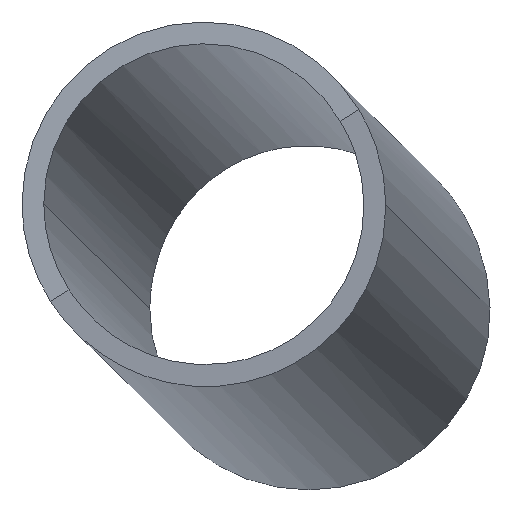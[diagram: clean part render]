
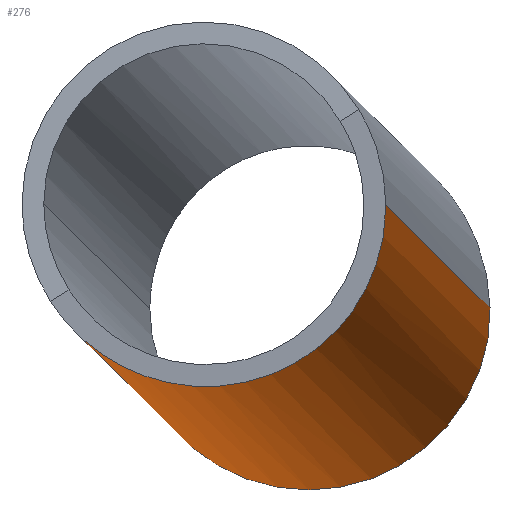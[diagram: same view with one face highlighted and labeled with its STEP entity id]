
A CAD part, left-side view. The second image highlights one B-rep face of the part: STEP entity #276.
In plain terms, the highlighted cylindrical face has radius 12.5 mm (diameter 25 mm), a partial arc.
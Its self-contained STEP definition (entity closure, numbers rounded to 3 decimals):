
#84=CARTESIAN_POINT('Vertex',(-355.341,225.664,159.603)) ;
#87=CARTESIAN_POINT('Axis2P3D Location',(-354.578,237.954,161.754)) ;
#91=CARTESIAN_POINT('Vertex',(-353.918,250.437,161.754)) ;
#141=CARTESIAN_POINT('Vertex',(-356.129,225.519,161.801)) ;
#145=CARTESIAN_POINT('Control Point',(-356.129,225.519,161.801)) ;
#146=CARTESIAN_POINT('Control Point',(-355.975,225.511,161.358)) ;
#147=CARTESIAN_POINT('Control Point',(-355.82,225.521,160.916)) ;
#148=CARTESIAN_POINT('Control Point',(-355.662,225.55,160.476)) ;
#149=CARTESIAN_POINT('Control Point',(-355.502,225.598,160.037)) ;
#150=CARTESIAN_POINT('Control Point',(-355.341,225.664,159.603)) ;
#202=CARTESIAN_POINT('Line Origine',(-424.273,229.121,165.377)) ;
#206=CARTESIAN_POINT('Vertex',(-491.763,232.689,168.919)) ;
#209=CARTESIAN_POINT('Line Origine',(-422.953,254.086,165.377)) ;
#213=CARTESIAN_POINT('Vertex',(-491.988,257.735,169.)) ;
#239=CARTESIAN_POINT('Axis2P3D Location',(-423.613,241.603,165.377)) ;
#244=CARTESIAN_POINT('Axis2P3D Location',(-492.648,245.253,169.)) ;
#248=CARTESIAN_POINT('Vertex',(-492.446,255.772,162.25)) ;
#252=CARTESIAN_POINT('Control Point',(-491.763,232.689,168.919)) ;
#253=CARTESIAN_POINT('Control Point',(-491.422,232.671,166.645)) ;
#254=CARTESIAN_POINT('Control Point',(-491.116,233.163,164.361)) ;
#255=CARTESIAN_POINT('Control Point',(-490.87,234.18,162.216)) ;
#256=CARTESIAN_POINT('Control Point',(-490.615,236.466,159.397)) ;
#257=CARTESIAN_POINT('Control Point',(-490.567,239.537,157.579)) ;
#258=CARTESIAN_POINT('Control Point',(-490.576,240.689,157.082)) ;
#259=CARTESIAN_POINT('Control Point',(-490.641,242.884,156.447)) ;
#260=CARTESIAN_POINT('Control Point',(-490.788,245.157,156.322)) ;
#261=CARTESIAN_POINT('Control Point',(-490.87,246.188,156.372)) ;
#262=CARTESIAN_POINT('Control Point',(-491.149,249.117,156.816)) ;
#263=CARTESIAN_POINT('Control Point',(-491.536,251.823,158.086)) ;
#264=CARTESIAN_POINT('Control Point',(-491.823,253.406,159.236)) ;
#265=CARTESIAN_POINT('Control Point',(-492.131,254.738,160.648)) ;
#266=CARTESIAN_POINT('Control Point',(-492.446,255.772,162.25)) ;
#88=DIRECTION('Axis2P3D Direction',(-0.997,0.053,0.052)) ;
#203=DIRECTION('Vector Direction',(-0.997,0.053,0.052)) ;
#210=DIRECTION('Vector Direction',(-0.997,0.053,0.052)) ;
#240=DIRECTION('Axis2P3D Direction',(-0.997,0.053,0.052)) ;
#241=DIRECTION('Axis2P3D XDirection',(0.053,0.999,0.)) ;
#245=DIRECTION('Axis2P3D Direction',(-0.997,0.053,0.052)) ;
#89=AXIS2_PLACEMENT_3D('Circle Axis2P3D',#87,#88,$) ;
#242=AXIS2_PLACEMENT_3D('Cylinder Axis2P3D',#239,#240,#241) ;
#246=AXIS2_PLACEMENT_3D('Circle Axis2P3D',#244,#245,$) ;
#269=ORIENTED_EDGE('',*,*,#250,.F.) ;
#270=ORIENTED_EDGE('',*,*,#215,.F.) ;
#271=ORIENTED_EDGE('',*,*,#93,.T.) ;
#272=ORIENTED_EDGE('',*,*,#151,.F.) ;
#273=ORIENTED_EDGE('',*,*,#208,.T.) ;
#274=ORIENTED_EDGE('',*,*,#267,.T.) ;
#204=VECTOR('Line Direction',#203,1.) ;
#211=VECTOR('Line Direction',#210,1.) ;
#276=ADVANCED_FACE('PartBody',(#275),#243,.T.) ;
#144=B_SPLINE_CURVE_WITH_KNOTS('',5,(#145,#146,#147,#148,#149,#150),.UNSPECIFIED.,.F.,.U.,(6,6),(0.,3.312),.UNSPECIFIED.) ;
#251=B_SPLINE_CURVE_WITH_KNOTS('',5,(#252,#253,#254,#255,#256,#257,#258,#259,#260,#261,#262,#263,#264,#265,#266),.UNSPECIFIED.,.F.,.U.,(6,3,3,3,6),(0.,16.263,25.034,32.303,45.971),.UNSPECIFIED.) ;
#90=CIRCLE('generated circle',#89,12.5) ;
#247=CIRCLE('generated circle',#246,12.5) ;
#243=CYLINDRICAL_SURFACE('generated cylinder',#242,12.5) ;
#93=EDGE_CURVE('',#92,#85,#90,.T.) ;
#151=EDGE_CURVE('',#142,#85,#144,.T.) ;
#208=EDGE_CURVE('',#142,#207,#205,.T.) ;
#215=EDGE_CURVE('',#92,#214,#212,.T.) ;
#250=EDGE_CURVE('',#214,#249,#247,.T.) ;
#267=EDGE_CURVE('',#207,#249,#251,.T.) ;
#268=EDGE_LOOP('',(#269,#270,#271,#272,#273,#274)) ;
#275=FACE_OUTER_BOUND('',#268,.T.) ;
#205=LINE('Line',#202,#204) ;
#212=LINE('Line',#209,#211) ;
#85=VERTEX_POINT('',#84) ;
#92=VERTEX_POINT('',#91) ;
#142=VERTEX_POINT('',#141) ;
#207=VERTEX_POINT('',#206) ;
#214=VERTEX_POINT('',#213) ;
#249=VERTEX_POINT('',#248) ;
